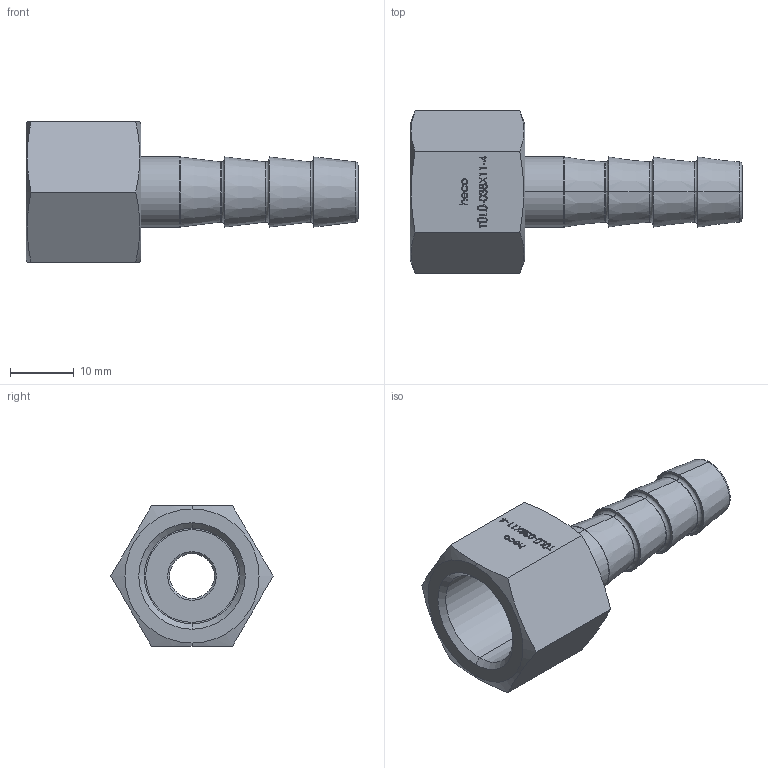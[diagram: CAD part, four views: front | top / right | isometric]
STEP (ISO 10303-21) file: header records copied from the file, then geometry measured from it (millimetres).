
FILE_DESCRIPTION (( 'STEP AP214' ), '1' );
FILE_NAME ('TÜLÜ-038X11-4 Schlauchtülle mit Ü-Mutter heco.STEP', '2018-07-02T14:14:41', ( '' ), ( '' ), 'SwSTEP 2.0', 'SolidWorks 2016', '' );
FILE_SCHEMA (( 'AUTOMOTIVE_DESIGN' ));
Length unit declared in the file: millimetre
Products named in the file (1): TÜLÜ-038X11-4 Schlauchtülle mit Ü-Mutter heco
Bounding box: 52 x 25.4 x 22 mm (x, y, z)
Volume: 6609.5 mm3; surface area: 5225 mm2
Topology: 2 solids, 2 shells, 281 faces, 708 edges, 460 vertices
Faces by surface type: plane 126, bspline 105, cone 24, torus 16, cylinder 10
Entity records: 16082 total; most frequent: CARTESIAN_POINT 7635, ORIENTED_EDGE 1416, DIRECTION 912, EDGE_CURVE 708, VERTEX_POINT 460, VECTOR 406, LINE 406, EDGE_LOOP 314
